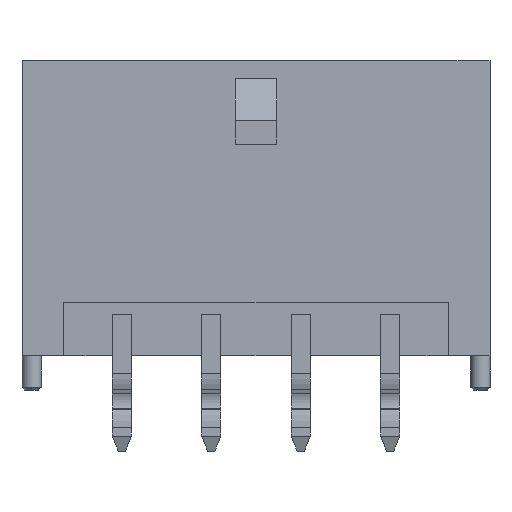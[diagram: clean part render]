
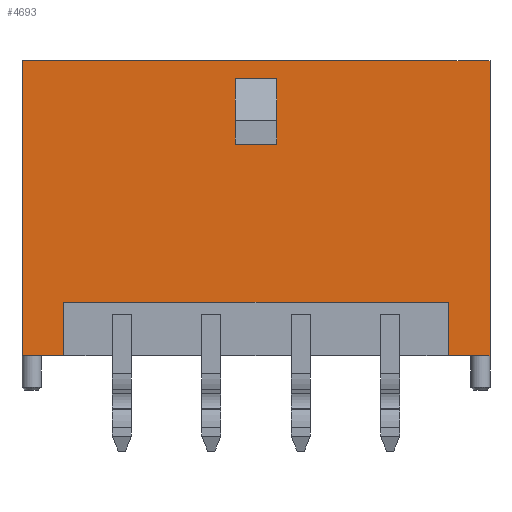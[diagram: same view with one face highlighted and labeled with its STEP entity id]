
A CAD part, left-side view. The second image highlights one B-rep face of the part: STEP entity #4693.
In plain terms, the highlighted planar face has unit normal (-1, 0, 0).
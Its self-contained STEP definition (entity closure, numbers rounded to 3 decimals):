
#632=ORIENTED_EDGE('',*,*,#1857,.T.);
#633=ORIENTED_EDGE('',*,*,#1858,.T.);
#634=ORIENTED_EDGE('',*,*,#1859,.F.);
#635=ORIENTED_EDGE('',*,*,#1860,.F.);
#636=ORIENTED_EDGE('',*,*,#1861,.F.);
#637=ORIENTED_EDGE('',*,*,#1590,.F.);
#638=ORIENTED_EDGE('',*,*,#1849,.T.);
#639=ORIENTED_EDGE('',*,*,#1574,.T.);
#640=ORIENTED_EDGE('',*,*,#1851,.F.);
#641=ORIENTED_EDGE('',*,*,#1451,.F.);
#642=ORIENTED_EDGE('',*,*,#1862,.F.);
#643=ORIENTED_EDGE('',*,*,#1863,.F.);
#1451=EDGE_CURVE('',#2128,#2121,#2578,.T.);
#1574=EDGE_CURVE('',#2242,#2241,#2701,.T.);
#1590=EDGE_CURVE('',#2255,#2256,#2716,.T.);
#1849=EDGE_CURVE('',#2255,#2242,#2975,.T.);
#1851=EDGE_CURVE('',#2121,#2241,#2977,.T.);
#1857=EDGE_CURVE('',#2442,#2443,#2983,.T.);
#1858=EDGE_CURVE('',#2443,#2444,#2984,.T.);
#1859=EDGE_CURVE('',#2445,#2444,#2985,.T.);
#1860=EDGE_CURVE('',#2442,#2445,#2986,.T.);
#1861=EDGE_CURVE('',#2256,#2446,#2987,.T.);
#1862=EDGE_CURVE('',#2447,#2128,#2988,.T.);
#1863=EDGE_CURVE('',#2446,#2447,#2989,.T.);
#2121=VERTEX_POINT('',#6325);
#2128=VERTEX_POINT('',#6340);
#2241=VERTEX_POINT('',#6585);
#2242=VERTEX_POINT('',#6587);
#2255=VERTEX_POINT('',#6618);
#2256=VERTEX_POINT('',#6620);
#2442=VERTEX_POINT('',#7127);
#2443=VERTEX_POINT('',#7128);
#2444=VERTEX_POINT('',#7130);
#2445=VERTEX_POINT('',#7132);
#2446=VERTEX_POINT('',#7135);
#2447=VERTEX_POINT('',#7137);
#2578=LINE('',#6341,#3238);
#2701=LINE('',#6586,#3361);
#2716=LINE('',#6619,#3376);
#2975=LINE('',#7113,#3635);
#2977=LINE('',#7116,#3637);
#2983=LINE('',#7126,#3643);
#2984=LINE('',#7129,#3644);
#2985=LINE('',#7131,#3645);
#2986=LINE('',#7133,#3646);
#2987=LINE('',#7134,#3647);
#2988=LINE('',#7136,#3648);
#2989=LINE('',#7138,#3649);
#3238=VECTOR('',#5157,1000.);
#3361=VECTOR('',#5298,1000.);
#3376=VECTOR('',#5321,1000.);
#3635=VECTOR('',#5680,1000.);
#3637=VECTOR('',#5684,1000.);
#3643=VECTOR('',#5696,1000.);
#3644=VECTOR('',#5697,1000.);
#3645=VECTOR('',#5698,1000.);
#3646=VECTOR('',#5699,1000.);
#3647=VECTOR('',#5700,1000.);
#3648=VECTOR('',#5701,1000.);
#3649=VECTOR('',#5702,1000.);
#3970=EDGE_LOOP('',(#632,#633,#634,#635));
#3971=EDGE_LOOP('',(#636,#637,#638,#639,#640,#641,#642,#643));
#4228=FACE_BOUND('',#3970,.T.);
#4229=FACE_BOUND('',#3971,.T.);
#4472=PLANE('',#4953);
#4693=ADVANCED_FACE('',(#4228,#4229),#4472,.T.);
#4953=AXIS2_PLACEMENT_3D('',#7125,#5694,#5695);
#5157=DIRECTION('',(0.,1.,0.));
#5298=DIRECTION('',(0.,1.,0.));
#5321=DIRECTION('',(0.,1.,0.));
#5680=DIRECTION('',(0.,0.,1.));
#5684=DIRECTION('',(0.,0.,1.));
#5694=DIRECTION('',(-1.,0.,0.));
#5695=DIRECTION('',(0.,0.,1.));
#5696=DIRECTION('',(0.,0.,1.));
#5697=DIRECTION('',(0.,-1.,0.));
#5698=DIRECTION('',(0.,0.,1.));
#5699=DIRECTION('',(0.,-1.,0.));
#5700=DIRECTION('',(0.,0.,1.));
#5701=DIRECTION('',(0.,0.,-1.));
#5702=DIRECTION('',(0.,1.,0.));
#6325=CARTESIAN_POINT('',(-3.43,7.85,-4.95));
#6340=CARTESIAN_POINT('',(-3.43,6.45,-4.95));
#6341=CARTESIAN_POINT('',(-3.43,-7.85,-4.95));
#6585=CARTESIAN_POINT('',(-3.43,7.85,4.95));
#6586=CARTESIAN_POINT('',(-3.43,-7.85,4.95));
#6587=CARTESIAN_POINT('',(-3.43,-7.85,4.95));
#6618=CARTESIAN_POINT('',(-3.43,-7.85,-4.95));
#6619=CARTESIAN_POINT('',(-3.43,-7.85,-4.95));
#6620=CARTESIAN_POINT('',(-3.43,-6.45,-4.95));
#7113=CARTESIAN_POINT('',(-3.43,-7.85,-4.95));
#7116=CARTESIAN_POINT('',(-3.43,7.85,-4.95));
#7125=CARTESIAN_POINT('',(-3.43,-7.85,-4.95));
#7126=CARTESIAN_POINT('',(-3.43,0.7,2.15));
#7127=CARTESIAN_POINT('',(-3.43,0.7,2.15));
#7128=CARTESIAN_POINT('',(-3.43,0.7,4.35));
#7129=CARTESIAN_POINT('',(-3.43,0.7,4.35));
#7130=CARTESIAN_POINT('',(-3.43,-0.7,4.35));
#7131=CARTESIAN_POINT('',(-3.43,-0.7,2.15));
#7132=CARTESIAN_POINT('',(-3.43,-0.7,2.15));
#7133=CARTESIAN_POINT('',(-3.43,0.7,2.15));
#7134=CARTESIAN_POINT('',(-3.43,-6.45,-4.95));
#7135=CARTESIAN_POINT('',(-3.43,-6.45,-3.15));
#7136=CARTESIAN_POINT('',(-3.43,6.45,-3.15));
#7137=CARTESIAN_POINT('',(-3.43,6.45,-3.15));
#7138=CARTESIAN_POINT('',(-3.43,-6.45,-3.15));
